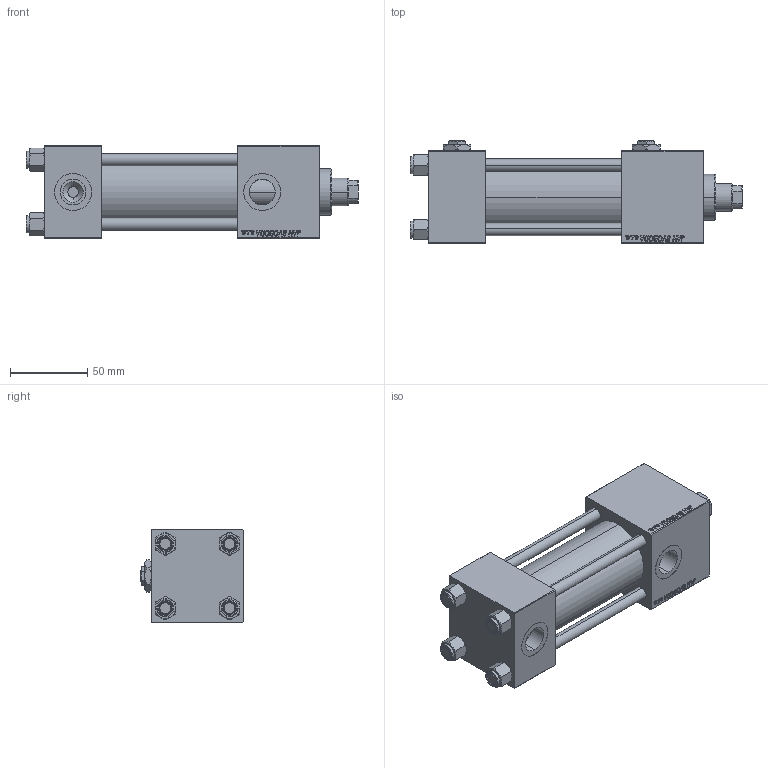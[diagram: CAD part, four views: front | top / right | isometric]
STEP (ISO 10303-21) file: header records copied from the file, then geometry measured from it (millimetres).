
FILE_DESCRIPTION (( 'STEP AP203' ), '1' );
FILE_NAME ('7f4e.STEP', '2025-01-31T11:46:41', ( '' ), ( '' ), 'SwSTEP 2.0', 'SolidWorks 2019', '' );
FILE_SCHEMA (( 'CONFIG_CONTROL_DESIGN' ));
Length unit declared in the file: millimetre
Products named in the file (7): NUT_M5_C e428ced6c8c05ad2575bc8b0e7b120fe; V215_VC_A e428ced6c8c05ad2575bc8b0e7b120fe; V215CR_C_Body e428ced6c8c05ad2575bc8b0e7b120fe; 7f4e; V215CR_C_TYCINKA e428ced6c8c05ad2575bc8b0e7b120fe; Zatka_pro_OIL_PORT e428ced6c8c05ad2575bc8b0e7b120fe; V215CR_VCP_C e428ced6c8c05ad2575bc8b0e7b120fe
Assembly tree (13 placements, depth 2):
  7f4e
    V215CR_C_Body e428ced6c8c05ad2575bc8b0e7b120fe
    V215CR_VCP_C e428ced6c8c05ad2575bc8b0e7b120fe
    NUT_M5_C e428ced6c8c05ad2575bc8b0e7b120fe  x4
    V215CR_C_TYCINKA e428ced6c8c05ad2575bc8b0e7b120fe  x4
    V215_VC_A e428ced6c8c05ad2575bc8b0e7b120fe
    Zatka_pro_OIL_PORT e428ced6c8c05ad2575bc8b0e7b120fe  x2
Bounding box: 215 x 67 x 60 mm (x, y, z)
Volume: 424664.8 mm3; surface area: 121153 mm2
Topology: 13 solids, 13 shells, 1250 faces, 3110 edges, 2007 vertices
Faces by surface type: plane 574, bspline 392, cone 178, cylinder 98, torus 8
Entity records: 52291 total; most frequent: CARTESIAN_POINT 27742, ORIENTED_EDGE 5520, DIRECTION 3562, EDGE_CURVE 2760, VERTEX_POINT 1805, LINE 1640, VECTOR 1640, EDGE_LOOP 1223
